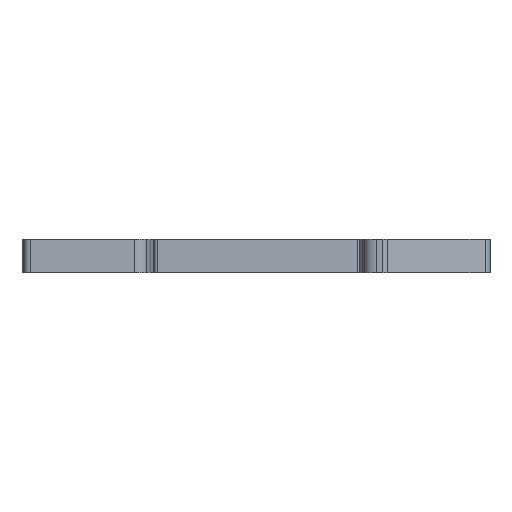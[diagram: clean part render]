
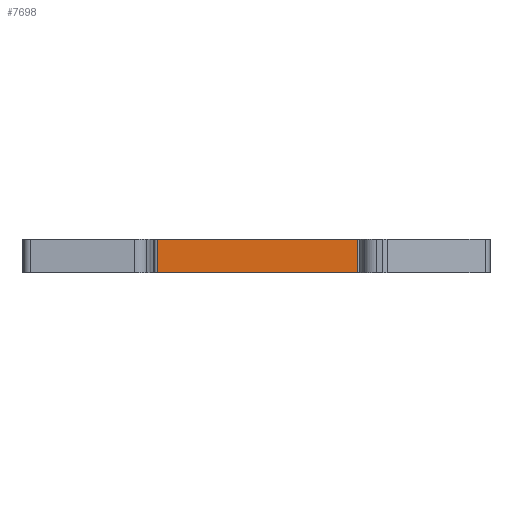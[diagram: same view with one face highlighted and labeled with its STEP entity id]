
A CAD part, front view. The second image highlights one B-rep face of the part: STEP entity #7698.
In plain terms, the highlighted planar face has unit normal (0, -1, 0).
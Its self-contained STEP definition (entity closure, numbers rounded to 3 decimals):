
#2020=DIRECTION('',(-1.,0.,0.));
#2021=VECTOR('',#2020,30.895);
#2022=CARTESIAN_POINT('',(20.7,-11.6,2.6));
#2023=LINE('',#2022,#2021);
#3805=DIRECTION('',(-1.,0.,0.));
#3806=VECTOR('',#3805,30.895);
#3807=CARTESIAN_POINT('',(20.7,-11.6,-2.6));
#3808=LINE('',#3807,#3806);
#3812=DIRECTION('',(0.,0.,-1.));
#3813=VECTOR('',#3812,5.2);
#3814=CARTESIAN_POINT('',(20.7,-11.6,2.6));
#3815=LINE('',#3814,#3813);
#3826=DIRECTION('',(0.,0.,-1.));
#3827=VECTOR('',#3826,5.2);
#3828=CARTESIAN_POINT('',(-10.195,-11.6,2.6));
#3829=LINE('',#3828,#3827);
#4587=CARTESIAN_POINT('',(-10.195,-11.6,-2.6));
#4588=VERTEX_POINT('',#4587);
#4589=CARTESIAN_POINT('',(20.7,-11.6,-2.6));
#4590=VERTEX_POINT('',#4589);
#5075=CARTESIAN_POINT('',(20.7,-11.6,2.6));
#5076=VERTEX_POINT('',#5075);
#5077=CARTESIAN_POINT('',(-10.195,-11.6,2.6));
#5078=VERTEX_POINT('',#5077);
#7686=CARTESIAN_POINT('',(-10.195,-11.6,-2.6));
#7687=DIRECTION('',(0.,-1.,0.));
#7688=DIRECTION('',(1.,0.,0.));
#7689=AXIS2_PLACEMENT_3D('',#7686,#7687,#7688);
#7690=PLANE('',#7689);
#7691=ORIENTED_EDGE('',*,*,#5437,.T.);
#7693=ORIENTED_EDGE('',*,*,#7692,.F.);
#7694=ORIENTED_EDGE('',*,*,#6167,.F.);
#7695=ORIENTED_EDGE('',*,*,#7679,.T.);
#7696=EDGE_LOOP('',(#7691,#7693,#7694,#7695));
#7697=FACE_OUTER_BOUND('',#7696,.F.);
#7698=ADVANCED_FACE('',(#7697),#7690,.T.);
#5437=EDGE_CURVE('',#4590,#4588,#3808,.T.);
#6167=EDGE_CURVE('',#5076,#5078,#2023,.T.);
#7679=EDGE_CURVE('',#5076,#4590,#3815,.T.);
#7692=EDGE_CURVE('',#5078,#4588,#3829,.T.);
